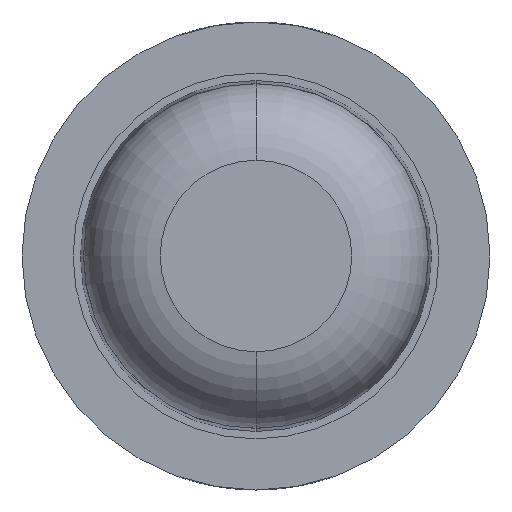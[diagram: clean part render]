
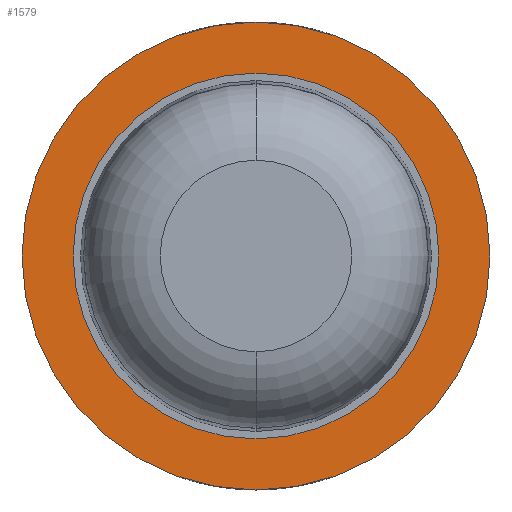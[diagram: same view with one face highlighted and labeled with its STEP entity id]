
A CAD part, front view. The second image highlights one B-rep face of the part: STEP entity #1579.
In plain terms, the highlighted planar face has unit normal (0, -1, 0).
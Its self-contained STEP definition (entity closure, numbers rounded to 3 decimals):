
#79 = CARTESIAN_POINT ( 'NONE',  ( 0., -7., 0.825 ) ) ;
#152 = DIRECTION ( 'NONE',  ( 0., 0., 1. ) ) ;
#264 = DIRECTION ( 'NONE',  ( 0., 1., 0. ) ) ;
#271 = VERTEX_POINT ( 'NONE', #3247 ) ;
#329 = DIRECTION ( 'NONE',  ( 0., 0., 1. ) ) ;
#407 = EDGE_CURVE ( 'NONE', #2257, #665, #1383, .T. ) ;
#594 = CIRCLE ( 'NONE', #3381, 0.825 ) ;
#601 = FACE_OUTER_BOUND ( 'NONE', #3029, .T. ) ;
#606 = DIRECTION ( 'NONE',  ( 0., 0., 1. ) ) ;
#665 = VERTEX_POINT ( 'NONE', #1381 ) ;
#690 = AXIS2_PLACEMENT_3D ( 'NONE', #4632, #924, #152 ) ;
#691 = CARTESIAN_POINT ( 'NONE',  ( 0., -7., -1.1 ) ) ;
#739 = PLANE ( 'NONE',  #1396 ) ;
#858 = ORIENTED_EDGE ( 'NONE', *, *, #2290, .F. ) ;
#924 = DIRECTION ( 'NONE',  ( 0., 1., 0. ) ) ;
#928 = DIRECTION ( 'NONE',  ( 0., 0., 1. ) ) ;
#981 = AXIS2_PLACEMENT_3D ( 'NONE', #1353, #264, #606 ) ;
#1121 = EDGE_CURVE ( 'NONE', #271, #1883, #2206, .T. ) ;
#1353 = CARTESIAN_POINT ( 'NONE',  ( 0., -7., 0. ) ) ;
#1376 = FACE_BOUND ( 'NONE', #4619, .T. ) ;
#1381 = CARTESIAN_POINT ( 'NONE',  ( 0., -7., -0.825 ) ) ;
#1383 = CIRCLE ( 'NONE', #981, 0.825 ) ;
#1396 = AXIS2_PLACEMENT_3D ( 'NONE', #2564, #3319, #329 ) ;
#1401 = CARTESIAN_POINT ( 'NONE',  ( 0., -7., 0. ) ) ;
#1433 = DIRECTION ( 'NONE',  ( 0., 0., 1. ) ) ;
#1579 = ADVANCED_FACE ( 'NONE', ( #601, #1376 ), #739, .F. ) ;
#1883 = VERTEX_POINT ( 'NONE', #691 ) ;
#2206 = CIRCLE ( 'NONE', #690, 1.1 ) ;
#2249 = CIRCLE ( 'NONE', #4191, 1.1 ) ;
#2257 = VERTEX_POINT ( 'NONE', #79 ) ;
#2290 = EDGE_CURVE ( 'NONE', #1883, #271, #2249, .T. ) ;
#2564 = CARTESIAN_POINT ( 'NONE',  ( 1.1, -7., 0. ) ) ;
#3029 = EDGE_LOOP ( 'NONE', ( #4672, #858 ) ) ;
#3162 = DIRECTION ( 'NONE',  ( 0., 1., 0. ) ) ;
#3247 = CARTESIAN_POINT ( 'NONE',  ( 0., -7., 1.1 ) ) ;
#3300 = DIRECTION ( 'NONE',  ( 0., 1., 0. ) ) ;
#3319 = DIRECTION ( 'NONE',  ( 0., 1., 0. ) ) ;
#3381 = AXIS2_PLACEMENT_3D ( 'NONE', #1401, #3300, #1433 ) ;
#3556 = CARTESIAN_POINT ( 'NONE',  ( 0., -7., 0. ) ) ;
#3814 = EDGE_CURVE ( 'NONE', #665, #2257, #594, .T. ) ;
#4184 = ORIENTED_EDGE ( 'NONE', *, *, #3814, .T. ) ;
#4191 = AXIS2_PLACEMENT_3D ( 'NONE', #3556, #3162, #928 ) ;
#4412 = ORIENTED_EDGE ( 'NONE', *, *, #407, .T. ) ;
#4619 = EDGE_LOOP ( 'NONE', ( #4412, #4184 ) ) ;
#4632 = CARTESIAN_POINT ( 'NONE',  ( 0., -7., 0. ) ) ;
#4672 = ORIENTED_EDGE ( 'NONE', *, *, #1121, .F. ) ;
